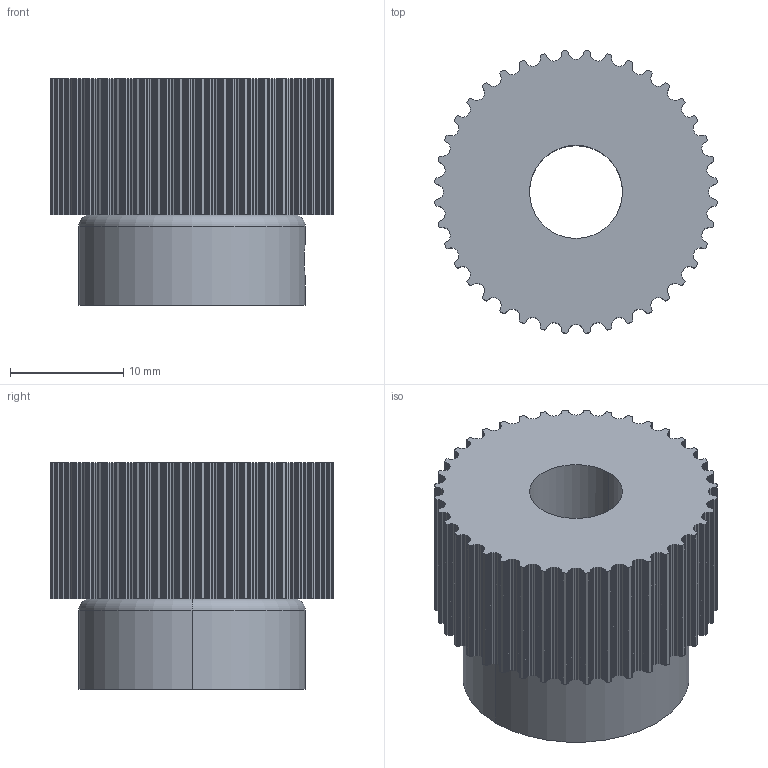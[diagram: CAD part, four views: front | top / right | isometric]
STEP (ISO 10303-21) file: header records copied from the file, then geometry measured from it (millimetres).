
FILE_DESCRIPTION (( 'STEP AP214' ), '1' );
FILE_NAME ('roll secondary gear.step', '2024-01-14T05:54:01', ( '' ), ( '' ), 'SwSTEP 2.0', 'SolidWorks 2022', '' );
FILE_SCHEMA (( 'AUTOMOTIVE_DESIGN' ));
Length unit declared in the file: millimetre
Products named in the file (1): roll secondary gear
Bounding box: 24.9 x 24.9 x 20 mm (x, y, z)
Volume: 6769.6 mm3; surface area: 3351 mm2
Topology: 1 solids, 1 shells, 878 faces, 2705 edges, 1828 vertices
Faces by surface type: bspline 800, cylinder 44, plane 32, torus 2
Entity records: 27409 total; most frequent: CARTESIAN_POINT 10516, ORIENTED_EDGE 5410, EDGE_CURVE 2705, B_SPLINE_CURVE_WITH_KNOTS 2520, VERTEX_POINT 1828, EDGE_LOOP 883, ADVANCED_FACE 878, FACE_OUTER_BOUND 877
